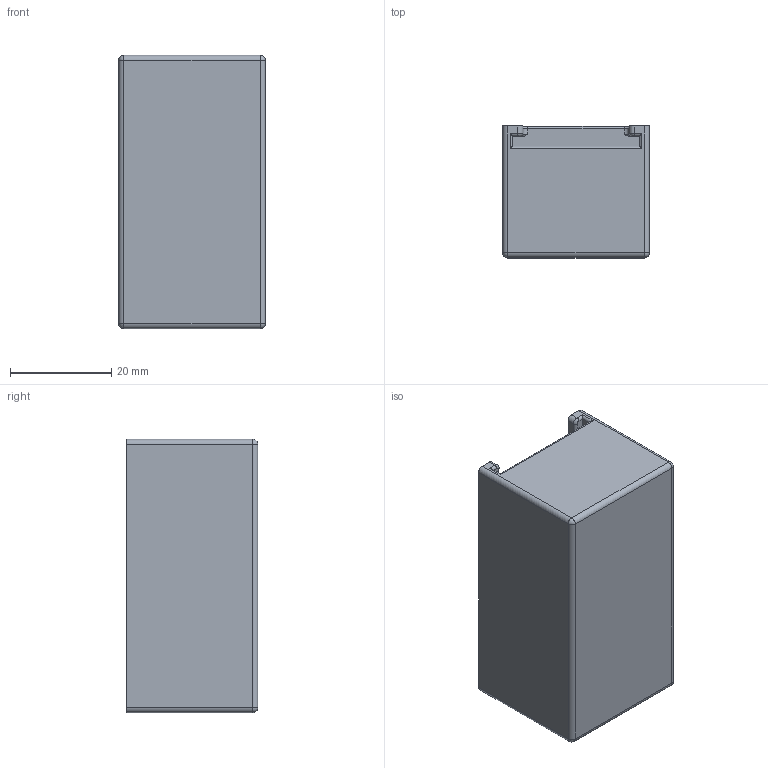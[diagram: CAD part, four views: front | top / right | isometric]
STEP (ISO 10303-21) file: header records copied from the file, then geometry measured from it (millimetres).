
FILE_DESCRIPTION (( 'STEP AP203' ), '1' );
FILE_NAME ('Arduino PPG Box.STEP', '2020-04-07T10:04:38', ( '' ), ( '' ), 'SwSTEP 2.0', 'SolidWorks 2019', '' );
FILE_SCHEMA (( 'CONFIG_CONTROL_DESIGN' ));
Length unit declared in the file: millimetre
Products named in the file (1): Arduino PPG Box
Bounding box: 29 x 26 x 54 mm (x, y, z)
Volume: 9956.6 mm3; surface area: 10738.7 mm2
Topology: 1 solids, 1 shells, 82 faces, 204 edges, 120 vertices
Faces by surface type: cylinder 38, plane 28, torus 12, sphere 4
Entity records: 2471 total; most frequent: DIRECTION 434, CARTESIAN_POINT 431, ORIENTED_EDGE 400, EDGE_CURVE 200, AXIS2_PLACEMENT_3D 159, VERTEX_POINT 120, VECTOR 116, LINE 116
